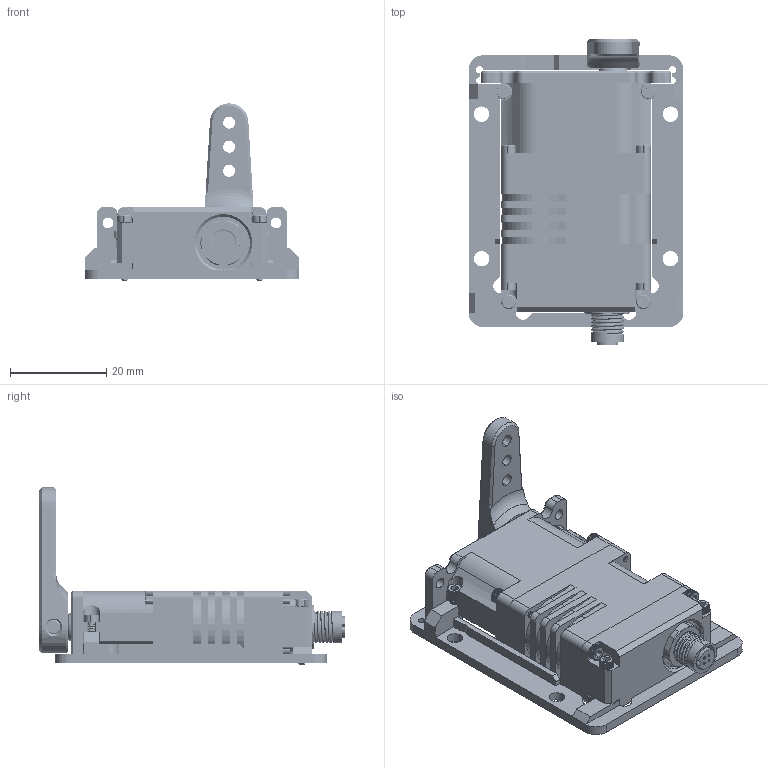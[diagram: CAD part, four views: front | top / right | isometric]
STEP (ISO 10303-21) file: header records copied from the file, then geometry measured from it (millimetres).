
FILE_DESCRIPTION((''),'2;1');
FILE_NAME('SG15BL_ASM','2022-02-25T',('±è»ó¹Î'),(''),'CREO PARAMETRIC BY PTC INC, 2016050','CREO PARAMETRIC BY PTC INC, 2016050','');
FILE_SCHEMA(('CONFIG_CONTROL_DESIGN'));
Products named in the file (16): SG15BL_SKEL; SG15M_AL_12XXXXXXXXXX; SG15T_AL_12XXXXXXXXXX; SG15L_AL_12XXXXXXXXXX; SG15SG5HS-GPS_S45C_12XXXXXXXXXX; SG15SG5-GPS_ASM; SIGNAL_M5_BASE; SIGNAL_M5_NUT; SIGNAL_M5_O-RING; SIGNAL_M5_ASM; 120201000156_SUS_HSH_M1_6XL8; 120217000114_AL2011_W-ML-S5; 120201000114_SC_M3XL3; SW15BL_TRAY; 12XXX_SUS304_HSH_M1_6X12; SG15BL_ASM
Assembly tree (26 placements, depth 3):
  SG15BL_ASM
    SG15BL_SKEL
    SG15M_AL_12XXXXXXXXXX
    SG15T_AL_12XXXXXXXXXX
    SG15L_AL_12XXXXXXXXXX
    SG15SG5-GPS_ASM
      SG15SG5HS-GPS_S45C_12XXXXXXXXXX
    SIGNAL_M5_ASM
      SIGNAL_M5_BASE
      SIGNAL_M5_NUT
      SIGNAL_M5_O-RING
    120201000156_SUS_HSH_M1_6XL8  x10
    120217000114_AL2011_W-ML-S5
    120201000114_SC_M3XL3  x2
    SW15BL_TRAY
    12XXX_SUS304_HSH_M1_6X12  x2
Bounding box: 44.6 x 63.41 x 36.8 mm (x, y, z)
Volume: 24541.9 mm3; surface area: 15750.7 mm2
Topology: 23 solids, 23 shells, 3238 faces, 9173 edges, 6026 vertices
Faces by surface type: plane 1530, cylinder 1260, cone 245, bspline 185, extrusion 9, torus 9
Entity records: 74838 total; most frequent: CARTESIAN_POINT 27032, ORIENTED_EDGE 7672, DIRECTION 6616, PRESENTATION_STYLE_ASSIGNMENT 3971, STYLED_ITEM 3903, CURVE_STYLE 3840, EDGE_CURVE 3836, VERTEX_POINT 2504
